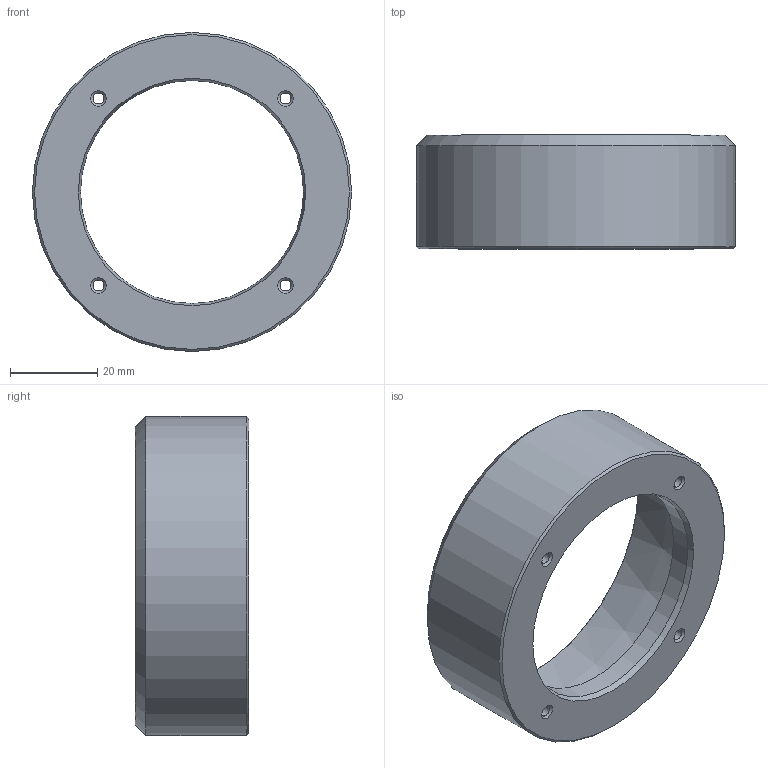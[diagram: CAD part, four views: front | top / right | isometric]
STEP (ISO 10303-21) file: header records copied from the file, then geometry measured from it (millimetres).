
FILE_DESCRIPTION(/* description */ (''),/* implementation_level */ '2;1');
FILE_NAME(/* name */ 'VU50-stand-daiso330-buffle-case.step',/* time_stamp */ '2024-01-01T04:42:27+09:00',/* author */ (''),/* organization */ (''),/* preprocessor_version */ 'ST-DEVELOPER v20',/* originating_system */ 'Autodesk Translation Framework v12.14.0.127',/* authorisation */ '');
FILE_SCHEMA (('AUTOMOTIVE_DESIGN { 1 0 10303 214 3 1 1 }'));
Length unit declared in the file: millimetre
Products named in the file (1): buffle-case
Bounding box: 73 x 26 x 73 mm (x, y, z)
Volume: 24586.5 mm3; surface area: 14969 mm2
Topology: 1 solids, 1 shells, 19 faces, 44 edges, 28 vertices
Faces by surface type: cone 10, cylinder 6, plane 3
Full cylindrical faces by diameter (mm): 2.5 x4, 51 x1, 73 x1
Entity records: 614 total; most frequent: DIRECTION 112, CARTESIAN_POINT 92, ORIENTED_EDGE 88, AXIS2_PLACEMENT_3D 48, EDGE_CURVE 44, EDGE_LOOP 30, CIRCLE 28, VERTEX_POINT 28
